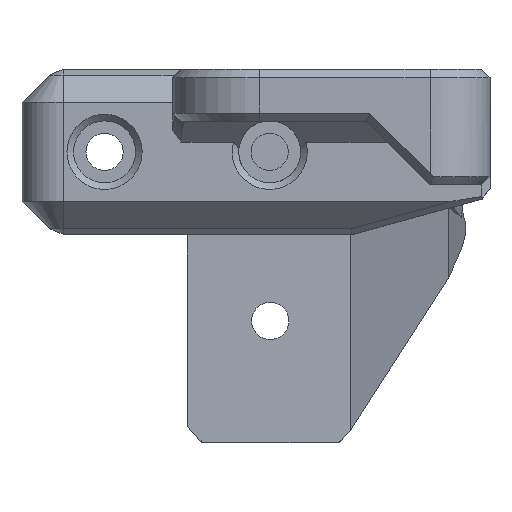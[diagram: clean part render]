
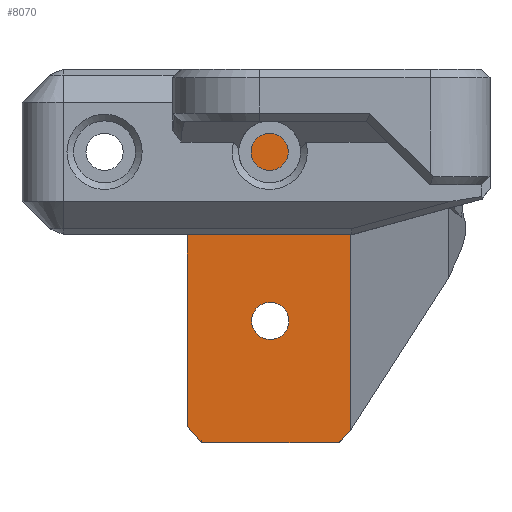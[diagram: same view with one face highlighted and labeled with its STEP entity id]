
A CAD part, front view. The second image highlights one B-rep face of the part: STEP entity #8070.
In plain terms, the highlighted planar face has unit normal (0, -1, 0).
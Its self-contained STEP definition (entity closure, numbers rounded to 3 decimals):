
#212=FACE_BOUND('',#1298,.T.);
#213=FACE_BOUND('',#1299,.T.);
#554=PLANE('',#8541);
#701=CIRCLE('',#8542,2.25);
#702=CIRCLE('',#8543,2.25);
#830=FACE_OUTER_BOUND('',#1297,.T.);
#1297=EDGE_LOOP('',(#5729,#5730,#5731,#5732,#5733,#5734,#5735));
#1298=EDGE_LOOP('',(#5736));
#1299=EDGE_LOOP('',(#5737));
#2190=LINE('',#10743,#2762);
#2252=LINE('',#11295,#2824);
#2257=LINE('',#11304,#2829);
#2260=LINE('',#11310,#2832);
#2261=LINE('',#11312,#2833);
#2262=LINE('',#11314,#2834);
#2263=LINE('',#11315,#2835);
#2762=VECTOR('',#8865,10.);
#2824=VECTOR('',#8979,10.);
#2829=VECTOR('',#8986,10.);
#2832=VECTOR('',#8991,10.);
#2833=VECTOR('',#8992,10.);
#2834=VECTOR('',#8993,10.);
#2835=VECTOR('',#8994,10.);
#3371=VERTEX_POINT('',#10740);
#3372=VERTEX_POINT('',#10742);
#3463=VERTEX_POINT('',#11292);
#3464=VERTEX_POINT('',#11294);
#3469=VERTEX_POINT('',#11309);
#3470=VERTEX_POINT('',#11311);
#3471=VERTEX_POINT('',#11313);
#3472=VERTEX_POINT('',#11316);
#3473=VERTEX_POINT('',#11318);
#4213=EDGE_CURVE('',#3371,#3372,#2190,.T.);
#4346=EDGE_CURVE('',#3463,#3464,#2252,.T.);
#4351=EDGE_CURVE('',#3464,#3371,#2257,.T.);
#4354=EDGE_CURVE('',#3469,#3463,#2260,.T.);
#4355=EDGE_CURVE('',#3470,#3469,#2261,.T.);
#4356=EDGE_CURVE('',#3471,#3470,#2262,.T.);
#4357=EDGE_CURVE('',#3372,#3471,#2263,.T.);
#4358=EDGE_CURVE('',#3472,#3472,#701,.F.);
#4359=EDGE_CURVE('',#3473,#3473,#702,.T.);
#5729=ORIENTED_EDGE('',*,*,#4346,.F.);
#5730=ORIENTED_EDGE('',*,*,#4354,.F.);
#5731=ORIENTED_EDGE('',*,*,#4355,.F.);
#5732=ORIENTED_EDGE('',*,*,#4356,.F.);
#5733=ORIENTED_EDGE('',*,*,#4357,.F.);
#5734=ORIENTED_EDGE('',*,*,#4213,.F.);
#5735=ORIENTED_EDGE('',*,*,#4351,.F.);
#5736=ORIENTED_EDGE('',*,*,#4358,.T.);
#5737=ORIENTED_EDGE('',*,*,#4359,.F.);
#8070=ADVANCED_FACE('',(#830,#212,#213),#554,.F.);
#8541=AXIS2_PLACEMENT_3D('',#11308,#8989,#8990);
#8542=AXIS2_PLACEMENT_3D('',#11317,#8995,#8996);
#8543=AXIS2_PLACEMENT_3D('',#11319,#8997,#8998);
#8865=DIRECTION('',(-1.,0.,0.));
#8979=DIRECTION('',(0.,0.,-1.));
#8986=DIRECTION('',(-0.678,0.,-0.735));
#8989=DIRECTION('center_axis',(0.,1.,0.));
#8990=DIRECTION('ref_axis',(0.,0.,1.));
#8991=DIRECTION('',(1.,0.,0.));
#8992=DIRECTION('',(0.707,0.,0.707));
#8993=DIRECTION('',(0.,0.,1.));
#8994=DIRECTION('',(-0.657,0.,0.754));
#8995=DIRECTION('center_axis',(0.,-1.,0.));
#8996=DIRECTION('ref_axis',(-1.,0.,0.));
#8997=DIRECTION('center_axis',(0.,-1.,0.));
#8998=DIRECTION('ref_axis',(-1.,0.,0.));
#10740=CARTESIAN_POINT('',(198.429,-100.58,213.066));
#10742=CARTESIAN_POINT('',(181.75,-100.58,213.066));
#10743=CARTESIAN_POINT('',(194.224,-100.58,213.066));
#11292=CARTESIAN_POINT('',(199.774,-100.58,258.265));
#11294=CARTESIAN_POINT('',(199.774,-100.58,214.525));
#11295=CARTESIAN_POINT('',(199.774,-100.58,245.401));
#11304=CARTESIAN_POINT('',(208.645,-100.58,224.152));
#11308=CARTESIAN_POINT('Origin',(200.1,-100.58,238.282));
#11309=CARTESIAN_POINT('',(181.52,-100.58,258.265));
#11310=CARTESIAN_POINT('',(195.221,-100.58,258.265));
#11311=CARTESIAN_POINT('',(180.02,-100.58,256.765));
#11312=CARTESIAN_POINT('',(180.795,-100.58,257.539));
#11313=CARTESIAN_POINT('',(180.02,-100.58,215.05));
#11314=CARTESIAN_POINT('',(180.02,-100.58,239.206));
#11315=CARTESIAN_POINT('',(176.251,-100.58,219.373));
#11316=CARTESIAN_POINT('',(187.255,-100.58,248.27));
#11317=CARTESIAN_POINT('Origin',(185.005,-100.58,248.27));
#11318=CARTESIAN_POINT('',(192.319,-100.58,227.807));
#11319=CARTESIAN_POINT('Origin',(190.069,-100.58,227.807));
